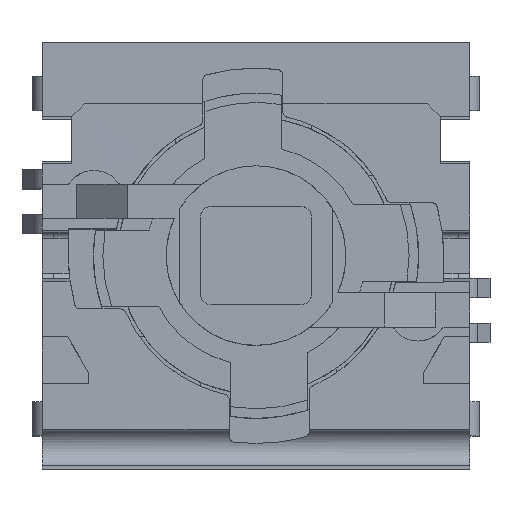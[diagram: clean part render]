
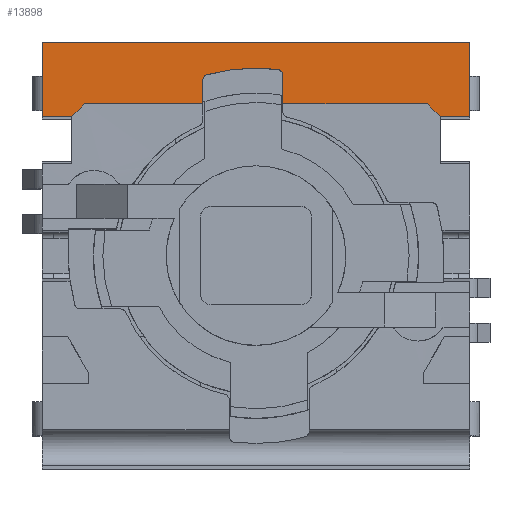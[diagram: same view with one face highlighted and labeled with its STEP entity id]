
A CAD part, top view. The second image highlights one B-rep face of the part: STEP entity #13898.
In plain terms, the highlighted planar face has unit normal (0, 0, 1).
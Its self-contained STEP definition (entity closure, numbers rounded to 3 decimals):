
#287 = VECTOR ( 'NONE', #3811, 1000. ) ;
#574 = VECTOR ( 'NONE', #14403, 1000. ) ;
#702 = ORIENTED_EDGE ( 'NONE', *, *, #11971, .T. ) ;
#717 = VERTEX_POINT ( 'NONE', #5912 ) ;
#951 = LINE ( 'NONE', #8921, #10614 ) ;
#996 = EDGE_CURVE ( 'NONE', #13979, #7486, #4475, .T. ) ;
#1572 = PLANE ( 'NONE',  #4478 ) ;
#1712 = CARTESIAN_POINT ( 'NONE',  ( -1.235, 4.166, 5.008 ) ) ;
#1810 = CARTESIAN_POINT ( 'NONE',  ( -1.246, 3.081, 5.008 ) ) ;
#1811 = ORIENTED_EDGE ( 'NONE', *, *, #8006, .F. ) ;
#1964 = VERTEX_POINT ( 'NONE', #2837 ) ;
#2013 = VERTEX_POINT ( 'NONE', #15217 ) ;
#2020 = CARTESIAN_POINT ( 'NONE',  ( 0.503, 4.362, 5.008 ) ) ;
#2093 = VERTEX_POINT ( 'NONE', #14137 ) ;
#2129 = ORIENTED_EDGE ( 'NONE', *, *, #9075, .F. ) ;
#2184 = VERTEX_POINT ( 'NONE', #12964 ) ;
#2229 = B_SPLINE_CURVE_WITH_KNOTS ( 'NONE', 3,
 ( #2020, #9866, #12534, #4648 ),
 .UNSPECIFIED., .F., .F.,
 ( 4, 4 ),
 ( 0., 1. ),
 .UNSPECIFIED. ) ;
#2259 = CARTESIAN_POINT ( 'NONE',  ( 0.627, 4.223, 5.008 ) ) ;
#2397 = VERTEX_POINT ( 'NONE', #7451 ) ;
#2423 = VECTOR ( 'NONE', #2801, 1000. ) ;
#2488 = CARTESIAN_POINT ( 'NONE',  ( -5., 5., 5.008 ) ) ;
#2497 = CARTESIAN_POINT ( 'NONE',  ( 4.013, 3.553, 5.008 ) ) ;
#2684 = VECTOR ( 'NONE', #9679, 1000. ) ;
#2801 = DIRECTION ( 'NONE',  ( 0., 1., 0. ) ) ;
#2837 = CARTESIAN_POINT ( 'NONE',  ( -5., 3.253, 5.008 ) ) ;
#2876 = DIRECTION ( 'NONE',  ( -1., 0., 0. ) ) ;
#3039 = CARTESIAN_POINT ( 'NONE',  ( -1.246, 4.105, 5.008 ) ) ;
#3061 = LINE ( 'NONE', #1810, #11050 ) ;
#3564 = CARTESIAN_POINT ( 'NONE',  ( 0.627, 4.257, 5.008 ) ) ;
#3588 = LINE ( 'NONE', #9427, #13685 ) ;
#3724 = LINE ( 'NONE', #16467, #6825 ) ;
#3738 = LINE ( 'NONE', #15231, #13425 ) ;
#3811 = DIRECTION ( 'NONE',  ( 1., 0., 0. ) ) ;
#3873 = ORIENTED_EDGE ( 'NONE', *, *, #13219, .F. ) ;
#3883 = CARTESIAN_POINT ( 'NONE',  ( 0., 3.553, 5.008 ) ) ;
#4090 = VERTEX_POINT ( 'NONE', #7210 ) ;
#4475 = LINE ( 'NONE', #3883, #574 ) ;
#4478 = AXIS2_PLACEMENT_3D ( 'NONE', #13356, #10717, #2876 ) ;
#4648 = CARTESIAN_POINT ( 'NONE',  ( -1.142, 4.24, 5.008 ) ) ;
#4670 = ORIENTED_EDGE ( 'NONE', *, *, #12171, .F. ) ;
#4878 = CARTESIAN_POINT ( 'NONE',  ( 0.569, 4.342, 5.008 ) ) ;
#5036 = ORIENTED_EDGE ( 'NONE', *, *, #996, .F. ) ;
#5226 = ORIENTED_EDGE ( 'NONE', *, *, #11684, .F. ) ;
#5912 = CARTESIAN_POINT ( 'NONE',  ( 0.627, 4.223, 5.008 ) ) ;
#6130 = CARTESIAN_POINT ( 'NONE',  ( -1.142, 4.24, 5.008 ) ) ;
#6196 = CARTESIAN_POINT ( 'NONE',  ( 0.503, 4.362, 5.008 ) ) ;
#6825 = VECTOR ( 'NONE', #9876, 1000. ) ;
#7210 = CARTESIAN_POINT ( 'NONE',  ( 5., 3.253, 5.008 ) ) ;
#7369 = CARTESIAN_POINT ( 'NONE',  ( -1.246, 3.553, 5.008 ) ) ;
#7451 = CARTESIAN_POINT ( 'NONE',  ( 0.627, 3.553, 5.008 ) ) ;
#7486 = VERTEX_POINT ( 'NONE', #14407 ) ;
#7494 = B_SPLINE_CURVE_WITH_KNOTS ( 'NONE', 3,
 ( #2259, #3564, #12760, #4878, #14110, #6196 ),
 .UNSPECIFIED., .F., .F.,
 ( 4, 2, 4 ),
 ( 0., 0.5, 1. ),
 .UNSPECIFIED. ) ;
#7712 = VERTEX_POINT ( 'NONE', #10983 ) ;
#8006 = EDGE_CURVE ( 'NONE', #2013, #2184, #10756, .T. ) ;
#8165 = FACE_OUTER_BOUND ( 'NONE', #9738, .T. ) ;
#8225 = DIRECTION ( 'NONE',  ( 0., -1., 0. ) ) ;
#8755 = CARTESIAN_POINT ( 'NONE',  ( 4.013, 3.553, 5.008 ) ) ;
#8921 = CARTESIAN_POINT ( 'NONE',  ( 0., 3.253, 5.008 ) ) ;
#9075 = EDGE_CURVE ( 'NONE', #2184, #4090, #3738, .T. ) ;
#9146 = VERTEX_POINT ( 'NONE', #6130 ) ;
#9258 = CARTESIAN_POINT ( 'NONE',  ( -4.311, 3.254, 5.008 ) ) ;
#9291 = ORIENTED_EDGE ( 'NONE', *, *, #16604, .F. ) ;
#9326 = VERTEX_POINT ( 'NONE', #9258 ) ;
#9370 = ORIENTED_EDGE ( 'NONE', *, *, #15410, .F. ) ;
#9411 = LINE ( 'NONE', #14581, #2423 ) ;
#9427 = CARTESIAN_POINT ( 'NONE',  ( 0., 3.553, 5.008 ) ) ;
#9575 = ORIENTED_EDGE ( 'NONE', *, *, #14790, .F. ) ;
#9598 = CARTESIAN_POINT ( 'NONE',  ( -1.198, 4.214, 5.008 ) ) ;
#9679 = DIRECTION ( 'NONE',  ( -1., 0., 0. ) ) ;
#9738 = EDGE_LOOP ( 'NONE', ( #3873, #11575, #9291, #5036, #702, #9370, #13826, #4670, #16869, #9575, #5226, #13001, #2129, #1811 ) ) ;
#9866 = CARTESIAN_POINT ( 'NONE',  ( -0.047, 4.426, 5.008 ) ) ;
#9876 = DIRECTION ( 'NONE',  ( -0.707, -0.707, 0. ) ) ;
#10373 = EDGE_CURVE ( 'NONE', #4090, #2093, #16267, .T. ) ;
#10614 = VECTOR ( 'NONE', #12890, 1000. ) ;
#10717 = DIRECTION ( 'NONE',  ( 0., 0., -1. ) ) ;
#10756 = LINE ( 'NONE', #2488, #287 ) ;
#10877 = CARTESIAN_POINT ( 'NONE',  ( -1.246, 4.136, 5.008 ) ) ;
#10976 = DIRECTION ( 'NONE',  ( 0., 1., 0. ) ) ;
#10983 = CARTESIAN_POINT ( 'NONE',  ( 0.503, 4.362, 5.008 ) ) ;
#11050 = VECTOR ( 'NONE', #10976, 1000. ) ;
#11087 = LINE ( 'NONE', #14794, #14632 ) ;
#11132 = B_SPLINE_CURVE_WITH_KNOTS ( 'NONE', 3,
 ( #14786, #14830, #9598, #1712, #10877, #3039 ),
 .UNSPECIFIED., .F., .F.,
 ( 4, 2, 4 ),
 ( 0., 0.5, 1. ),
 .UNSPECIFIED. ) ;
#11575 = ORIENTED_EDGE ( 'NONE', *, *, #13681, .F. ) ;
#11684 = EDGE_CURVE ( 'NONE', #2093, #13589, #16456, .T. ) ;
#11685 = DIRECTION ( 'NONE',  ( -0.707, 0.707, 0. ) ) ;
#11971 = EDGE_CURVE ( 'NONE', #13979, #16017, #3061, .T. ) ;
#12164 = DIRECTION ( 'NONE',  ( -1., 0., 0. ) ) ;
#12171 = EDGE_CURVE ( 'NONE', #717, #7712, #7494, .T. ) ;
#12534 = CARTESIAN_POINT ( 'NONE',  ( -0.608, 4.384, 5.008 ) ) ;
#12760 = CARTESIAN_POINT ( 'NONE',  ( 0.614, 4.291, 5.008 ) ) ;
#12890 = DIRECTION ( 'NONE',  ( -1., 0., 0. ) ) ;
#12944 = VECTOR ( 'NONE', #11685, 1000. ) ;
#12964 = CARTESIAN_POINT ( 'NONE',  ( 5., 5., 5.008 ) ) ;
#13001 = ORIENTED_EDGE ( 'NONE', *, *, #10373, .F. ) ;
#13219 = EDGE_CURVE ( 'NONE', #1964, #2013, #9411, .T. ) ;
#13356 = CARTESIAN_POINT ( 'NONE',  ( 0., 3.144, 5.008 ) ) ;
#13425 = VECTOR ( 'NONE', #13924, 1000. ) ;
#13589 = VERTEX_POINT ( 'NONE', #8755 ) ;
#13681 = EDGE_CURVE ( 'NONE', #9326, #1964, #951, .T. ) ;
#13685 = VECTOR ( 'NONE', #12164, 1000. ) ;
#13723 = CARTESIAN_POINT ( 'NONE',  ( -1.246, 4.105, 5.008 ) ) ;
#13826 = ORIENTED_EDGE ( 'NONE', *, *, #14381, .F. ) ;
#13898 = ADVANCED_FACE ( 'NONE', ( #8165 ), #1572, .F. ) ;
#13924 = DIRECTION ( 'NONE',  ( 0., -1., 0. ) ) ;
#13979 = VERTEX_POINT ( 'NONE', #7369 ) ;
#14110 = CARTESIAN_POINT ( 'NONE',  ( 0.537, 4.358, 5.008 ) ) ;
#14137 = CARTESIAN_POINT ( 'NONE',  ( 4.311, 3.254, 5.008 ) ) ;
#14381 = EDGE_CURVE ( 'NONE', #7712, #9146, #2229, .T. ) ;
#14403 = DIRECTION ( 'NONE',  ( -1., 0., 0. ) ) ;
#14407 = CARTESIAN_POINT ( 'NONE',  ( -4.013, 3.553, 5.008 ) ) ;
#14581 = CARTESIAN_POINT ( 'NONE',  ( -5., 3.144, 5.008 ) ) ;
#14632 = VECTOR ( 'NONE', #8225, 1000. ) ;
#14786 = CARTESIAN_POINT ( 'NONE',  ( -1.142, 4.24, 5.008 ) ) ;
#14790 = EDGE_CURVE ( 'NONE', #13589, #2397, #3588, .T. ) ;
#14794 = CARTESIAN_POINT ( 'NONE',  ( 0.627, 4.346, 5.008 ) ) ;
#14830 = CARTESIAN_POINT ( 'NONE',  ( -1.172, 4.232, 5.008 ) ) ;
#14947 = CARTESIAN_POINT ( 'NONE',  ( 0., 3.253, 5.008 ) ) ;
#15217 = CARTESIAN_POINT ( 'NONE',  ( -5., 5., 5.008 ) ) ;
#15231 = CARTESIAN_POINT ( 'NONE',  ( 5., 3.144, 5.008 ) ) ;
#15410 = EDGE_CURVE ( 'NONE', #9146, #16017, #11132, .T. ) ;
#16017 = VERTEX_POINT ( 'NONE', #13723 ) ;
#16267 = LINE ( 'NONE', #14947, #2684 ) ;
#16456 = LINE ( 'NONE', #2497, #12944 ) ;
#16467 = CARTESIAN_POINT ( 'NONE',  ( -4.311, 3.254, 5.008 ) ) ;
#16604 = EDGE_CURVE ( 'NONE', #7486, #9326, #3724, .T. ) ;
#16869 = ORIENTED_EDGE ( 'NONE', *, *, #16983, .T. ) ;
#16983 = EDGE_CURVE ( 'NONE', #717, #2397, #11087, .T. ) ;
